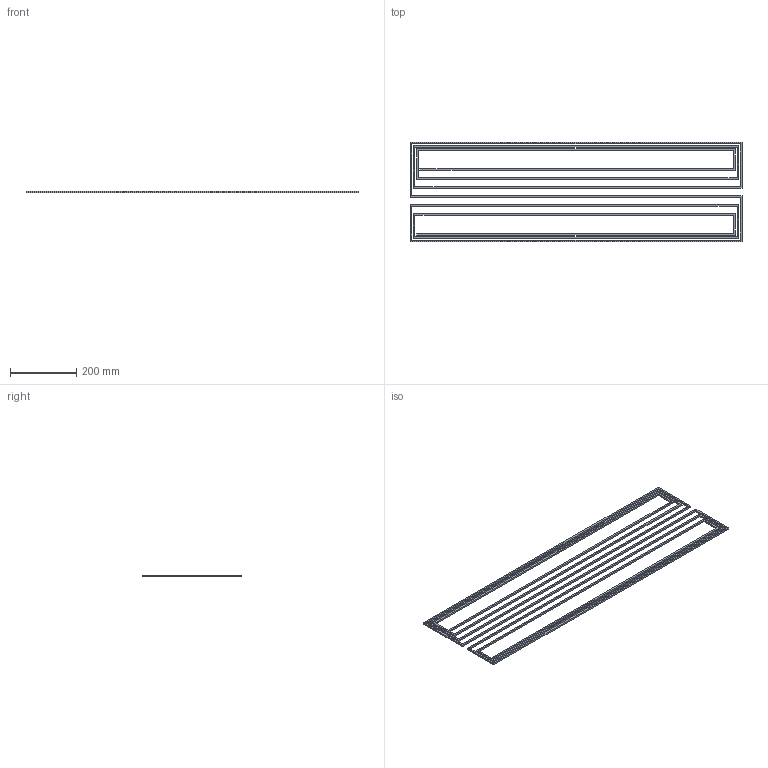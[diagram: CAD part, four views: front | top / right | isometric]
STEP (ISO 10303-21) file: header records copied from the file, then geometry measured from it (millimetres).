
FILE_DESCRIPTION(/* description */ (''),/* implementation_level */ '2;1');
FILE_NAME(/* name */ 'primary_coil_0R2.stp',/* time_stamp */ '2021-01-20T18:19:55+13:00',/* author */ ('phamv'),/* organization */ (''),/* preprocessor_version */ 'ST-DEVELOPER v18',/* originating_system */ 'Autodesk Inventor 2020',/* authorisation */ '');
FILE_SCHEMA (('AUTOMOTIVE_DESIGN { 1 0 10303 214 3 1 1 }'));
Length unit declared in the file: millimetre
Products named in the file (1): primary_coil_0R2
Bounding box: 1000 x 300 x 5 mm (x, y, z)
Volume: 320650 mm3; surface area: 256570 mm2
Topology: 1 solids, 1 shells, 50 faces, 144 edges, 96 vertices
Faces by surface type: plane 50
Entity records: 1708 total; most frequent: CARTESIAN_POINT 291, ORIENTED_EDGE 288, DIRECTION 246, LINE 144, VECTOR 144, EDGE_CURVE 144, VERTEX_POINT 96, STYLED_ITEM 51
